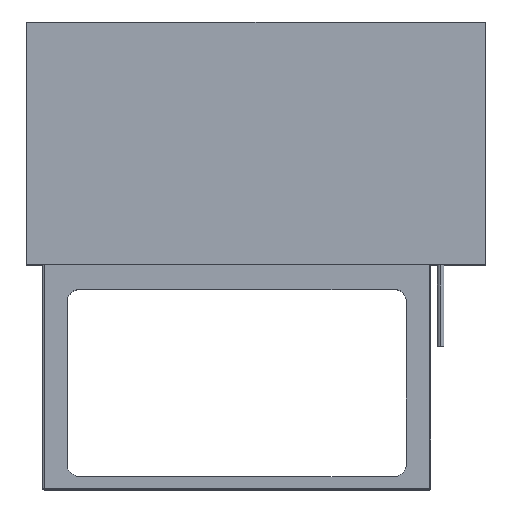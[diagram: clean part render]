
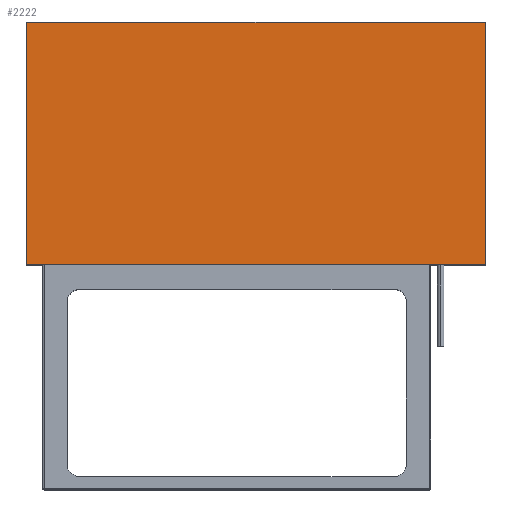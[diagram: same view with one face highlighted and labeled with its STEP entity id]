
A CAD part, top view. The second image highlights one B-rep face of the part: STEP entity #2222.
In plain terms, the highlighted planar face has unit normal (0, 0, 1).
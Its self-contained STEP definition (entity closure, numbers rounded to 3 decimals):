
#149 = DIRECTION ( 'NONE',  ( 1., 0., 0. ) ) ;
#336 = LINE ( 'NONE', #1168, #1595 ) ;
#376 = VERTEX_POINT ( 'NONE', #3337 ) ;
#487 = FACE_OUTER_BOUND ( 'NONE', #2914, .T. ) ;
#577 = ORIENTED_EDGE ( 'NONE', *, *, #791, .T. ) ;
#754 = CARTESIAN_POINT ( 'NONE',  ( 281., -297., 171. ) ) ;
#791 = EDGE_CURVE ( 'NONE', #2935, #1132, #1848, .T. ) ;
#909 = VECTOR ( 'NONE', #2502, 1000. ) ;
#933 = DIRECTION ( 'NONE',  ( 0., 1., 0. ) ) ;
#1050 = VERTEX_POINT ( 'NONE', #3314 ) ;
#1112 = EDGE_CURVE ( 'NONE', #376, #1050, #3147, .T. ) ;
#1132 = VERTEX_POINT ( 'NONE', #2841 ) ;
#1168 = CARTESIAN_POINT ( 'NONE',  ( -281., -297., 171. ) ) ;
#1198 = ORIENTED_EDGE ( 'NONE', *, *, #3736, .F. ) ;
#1275 = CARTESIAN_POINT ( 'NONE',  ( -281., -297., 171. ) ) ;
#1340 = DIRECTION ( 'NONE',  ( 1., 0., 0. ) ) ;
#1399 = CARTESIAN_POINT ( 'NONE',  ( 281., -297., 171. ) ) ;
#1595 = VECTOR ( 'NONE', #933, 1000. ) ;
#1610 = LINE ( 'NONE', #754, #3461 ) ;
#1848 = LINE ( 'NONE', #2468, #2293 ) ;
#1998 = PLANE ( 'NONE',  #2003 ) ;
#2003 = AXIS2_PLACEMENT_3D ( 'NONE', #1399, #2836, #1340 ) ;
#2155 = EDGE_CURVE ( 'NONE', #1132, #376, #1610, .T. ) ;
#2222 = ADVANCED_FACE ( 'NONE', ( #487 ), #1998, .T. ) ;
#2293 = VECTOR ( 'NONE', #149, 1000. ) ;
#2393 = DIRECTION ( 'NONE',  ( 0., 1., 0. ) ) ;
#2468 = CARTESIAN_POINT ( 'NONE',  ( 281., -297., 171. ) ) ;
#2502 = DIRECTION ( 'NONE',  ( -1., 0., 0. ) ) ;
#2836 = DIRECTION ( 'NONE',  ( 0., 0., 1. ) ) ;
#2841 = CARTESIAN_POINT ( 'NONE',  ( 281., -297., 171. ) ) ;
#2914 = EDGE_LOOP ( 'NONE', ( #3481, #3056, #1198, #577 ) ) ;
#2935 = VERTEX_POINT ( 'NONE', #1275 ) ;
#3056 = ORIENTED_EDGE ( 'NONE', *, *, #1112, .T. ) ;
#3116 = CARTESIAN_POINT ( 'NONE',  ( 281., -0.7, 171. ) ) ;
#3147 = LINE ( 'NONE', #3116, #909 ) ;
#3314 = CARTESIAN_POINT ( 'NONE',  ( -281., -0.7, 171. ) ) ;
#3337 = CARTESIAN_POINT ( 'NONE',  ( 281., -0.7, 171. ) ) ;
#3461 = VECTOR ( 'NONE', #2393, 1000. ) ;
#3481 = ORIENTED_EDGE ( 'NONE', *, *, #2155, .T. ) ;
#3736 = EDGE_CURVE ( 'NONE', #2935, #1050, #336, .T. ) ;
